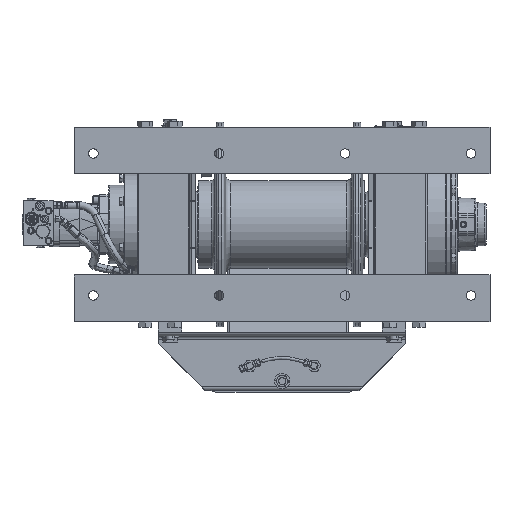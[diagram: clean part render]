
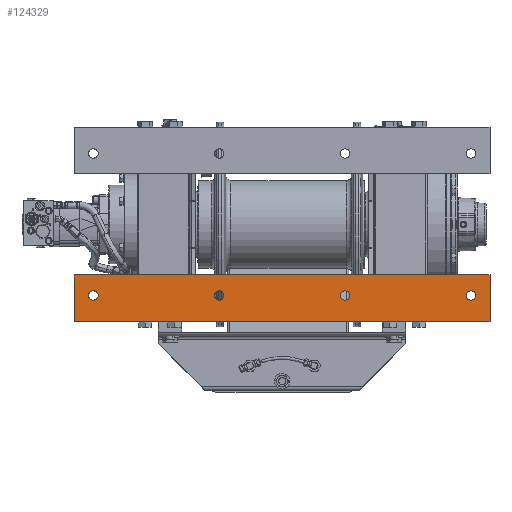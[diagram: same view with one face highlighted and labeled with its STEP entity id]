
A CAD part, front view. The second image highlights one B-rep face of the part: STEP entity #124329.
In plain terms, the highlighted planar face has unit normal (0, -1, 0).
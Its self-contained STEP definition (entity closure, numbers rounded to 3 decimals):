
#123364=DIRECTION('',(1.,0.,0.));
#123365=VECTOR('',#123364,35.5);
#123366=CARTESIAN_POINT('',(-8.188,-13.,-4.313));
#123367=LINE('',#123366,#123365);
#123376=CARTESIAN_POINT('',(25.688,-13.,-6.063));
#123377=DIRECTION('',(0.,1.,0.));
#123378=DIRECTION('',(0.,0.,-1.));
#123379=AXIS2_PLACEMENT_3D('',#123376,#123377,#123378);
#123381=CARTESIAN_POINT('',(25.688,-13.,-6.063));
#123382=DIRECTION('',(0.,1.,0.));
#123383=DIRECTION('',(0.,0.,1.));
#123384=AXIS2_PLACEMENT_3D('',#123381,#123382,#123383);
#123386=CARTESIAN_POINT('',(14.938,-13.,-6.063));
#123387=DIRECTION('',(0.,1.,0.));
#123388=DIRECTION('',(0.,0.,-1.));
#123389=AXIS2_PLACEMENT_3D('',#123386,#123387,#123388);
#123391=CARTESIAN_POINT('',(14.938,-13.,-6.063));
#123392=DIRECTION('',(0.,1.,0.));
#123393=DIRECTION('',(0.,0.,1.));
#123394=AXIS2_PLACEMENT_3D('',#123391,#123392,#123393);
#123396=CARTESIAN_POINT('',(4.188,-13.,-6.063));
#123397=DIRECTION('',(0.,1.,0.));
#123398=DIRECTION('',(0.,0.,-1.));
#123399=AXIS2_PLACEMENT_3D('',#123396,#123397,#123398);
#123401=CARTESIAN_POINT('',(4.188,-13.,-6.063));
#123402=DIRECTION('',(0.,1.,0.));
#123403=DIRECTION('',(0.,0.,1.));
#123404=AXIS2_PLACEMENT_3D('',#123401,#123402,#123403);
#123406=CARTESIAN_POINT('',(-6.563,-13.,-6.063));
#123407=DIRECTION('',(0.,1.,0.));
#123408=DIRECTION('',(0.,0.,-1.));
#123409=AXIS2_PLACEMENT_3D('',#123406,#123407,#123408);
#123411=CARTESIAN_POINT('',(-6.563,-13.,-6.063));
#123412=DIRECTION('',(0.,1.,0.));
#123413=DIRECTION('',(0.,0.,1.));
#123414=AXIS2_PLACEMENT_3D('',#123411,#123412,#123413);
#123416=DIRECTION('',(0.,0.,-1.));
#123417=VECTOR('',#123416,4.);
#123418=CARTESIAN_POINT('',(27.313,-13.,-4.313));
#123419=LINE('',#123418,#123417);
#123736=DIRECTION('',(0.,0.,1.));
#123737=VECTOR('',#123736,4.);
#123738=CARTESIAN_POINT('',(-8.188,-13.,-8.313));
#123739=LINE('',#123738,#123737);
#123795=DIRECTION('',(-1.,0.,0.));
#123796=VECTOR('',#123795,35.5);
#123797=CARTESIAN_POINT('',(27.313,-13.,-8.313));
#123798=LINE('',#123797,#123796);
#124160=CARTESIAN_POINT('',(-8.188,-13.,-4.313));
#124161=CARTESIAN_POINT('',(27.313,-13.,-4.313));
#124162=VERTEX_POINT('',#124160);
#124163=VERTEX_POINT('',#124161);
#124164=CARTESIAN_POINT('',(-8.188,-13.,-8.313));
#124165=VERTEX_POINT('',#124164);
#124176=CARTESIAN_POINT('',(27.313,-13.,-8.313));
#124177=VERTEX_POINT('',#124176);
#124212=CARTESIAN_POINT('',(25.688,-13.,-6.469));
#124213=CARTESIAN_POINT('',(25.688,-13.,-5.657));
#124214=VERTEX_POINT('',#124212);
#124215=VERTEX_POINT('',#124213);
#124230=CARTESIAN_POINT('',(14.938,-13.,-6.469));
#124231=CARTESIAN_POINT('',(14.938,-13.,-5.657));
#124232=VERTEX_POINT('',#124230);
#124233=VERTEX_POINT('',#124231);
#124240=CARTESIAN_POINT('',(4.188,-13.,-6.469));
#124241=CARTESIAN_POINT('',(4.188,-13.,-5.657));
#124242=VERTEX_POINT('',#124240);
#124243=VERTEX_POINT('',#124241);
#124252=CARTESIAN_POINT('',(-6.563,-13.,-6.469));
#124253=CARTESIAN_POINT('',(-6.563,-13.,-5.657));
#124254=VERTEX_POINT('',#124252);
#124255=VERTEX_POINT('',#124253);
#124291=CARTESIAN_POINT('',(27.313,-13.,-8.213));
#124292=DIRECTION('',(0.,-1.,0.));
#124293=DIRECTION('',(0.,0.,-1.));
#124294=AXIS2_PLACEMENT_3D('',#124291,#124292,#124293);
#124295=PLANE('',#124294);
#124297=ORIENTED_EDGE('',*,*,#124296,.T.);
#124299=ORIENTED_EDGE('',*,*,#124298,.T.);
#124301=ORIENTED_EDGE('',*,*,#124300,.T.);
#124302=ORIENTED_EDGE('',*,*,#124273,.T.);
#124303=EDGE_LOOP('',(#124297,#124299,#124301,#124302));
#124304=FACE_OUTER_BOUND('',#124303,.F.);
#124306=ORIENTED_EDGE('',*,*,#124305,.F.);
#124308=ORIENTED_EDGE('',*,*,#124307,.F.);
#124309=EDGE_LOOP('',(#124306,#124308));
#124310=FACE_BOUND('',#124309,.F.);
#124312=ORIENTED_EDGE('',*,*,#124311,.F.);
#124314=ORIENTED_EDGE('',*,*,#124313,.F.);
#124315=EDGE_LOOP('',(#124312,#124314));
#124316=FACE_BOUND('',#124315,.F.);
#124318=ORIENTED_EDGE('',*,*,#124317,.F.);
#124320=ORIENTED_EDGE('',*,*,#124319,.F.);
#124321=EDGE_LOOP('',(#124318,#124320));
#124322=FACE_BOUND('',#124321,.F.);
#124324=ORIENTED_EDGE('',*,*,#124323,.F.);
#124326=ORIENTED_EDGE('',*,*,#124325,.F.);
#124327=EDGE_LOOP('',(#124324,#124326));
#124328=FACE_BOUND('',#124327,.F.);
#123380=CIRCLE('',#123379,0.406);
#123385=CIRCLE('',#123384,0.406);
#123390=CIRCLE('',#123389,0.406);
#123395=CIRCLE('',#123394,0.406);
#123400=CIRCLE('',#123399,0.406);
#123405=CIRCLE('',#123404,0.406);
#123410=CIRCLE('',#123409,0.406);
#123415=CIRCLE('',#123414,0.406);
#124273=EDGE_CURVE('',#124162,#124163,#123367,.T.);
#124296=EDGE_CURVE('',#124163,#124177,#123419,.T.);
#124298=EDGE_CURVE('',#124177,#124165,#123798,.T.);
#124300=EDGE_CURVE('',#124165,#124162,#123739,.T.);
#124305=EDGE_CURVE('',#124214,#124215,#123380,.T.);
#124307=EDGE_CURVE('',#124215,#124214,#123385,.T.);
#124311=EDGE_CURVE('',#124232,#124233,#123390,.T.);
#124313=EDGE_CURVE('',#124233,#124232,#123395,.T.);
#124317=EDGE_CURVE('',#124242,#124243,#123400,.T.);
#124319=EDGE_CURVE('',#124243,#124242,#123405,.T.);
#124323=EDGE_CURVE('',#124254,#124255,#123410,.T.);
#124325=EDGE_CURVE('',#124255,#124254,#123415,.T.);
#124329=ADVANCED_FACE('',(#124304,#124310,#124316,#124322,#124328),#124295,.T.);
